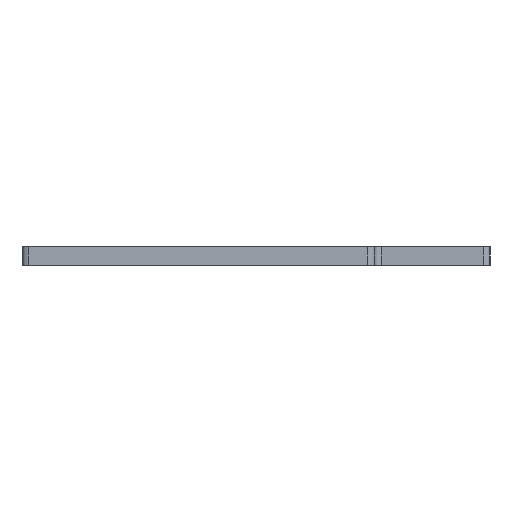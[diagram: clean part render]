
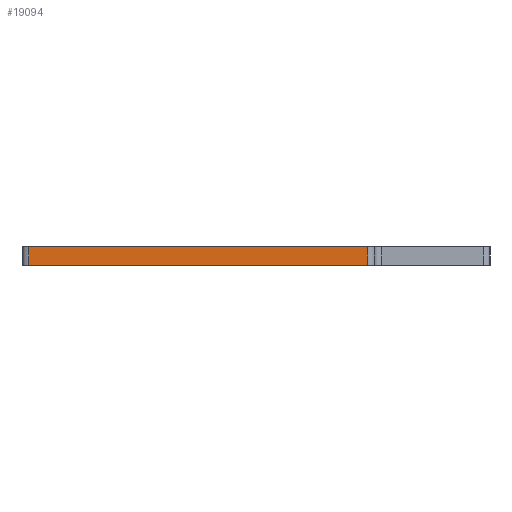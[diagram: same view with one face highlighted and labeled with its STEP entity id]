
A CAD part, left-side view. The second image highlights one B-rep face of the part: STEP entity #19094.
In plain terms, the highlighted planar face has unit normal (-1, 0, 0).
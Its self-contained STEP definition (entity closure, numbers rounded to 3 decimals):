
#1557=CARTESIAN_POINT('',(-114.3,-18.233,11.));
#1558=VERTEX_POINT('',#1557);
#1566=CARTESIAN_POINT('',(-114.3,36.975,11.));
#1567=VERTEX_POINT('',#1566);
#1568=CARTESIAN_POINT('',(-114.3,-18.233,11.));
#1569=DIRECTION('',(0.,1.,0.));
#1570=VECTOR('',#1569,55.208);
#1571=LINE('',#1568,#1570);
#1572=EDGE_CURVE('',#1558,#1567,#1571,.T.);
#4662=CARTESIAN_POINT('',(-114.3,36.975,14.));
#4663=VERTEX_POINT('',#4662);
#4671=CARTESIAN_POINT('',(-114.3,-18.233,14.));
#4672=VERTEX_POINT('',#4671);
#4673=CARTESIAN_POINT('',(-114.3,-18.233,14.));
#4674=DIRECTION('',(0.,1.,0.));
#4675=VECTOR('',#4674,55.208);
#4676=LINE('',#4673,#4675);
#4677=EDGE_CURVE('',#4672,#4663,#4676,.T.);
#19073=CARTESIAN_POINT('',(-114.3,9.371,14.));
#19074=DIRECTION('',(-1.,0.,0.));
#19075=DIRECTION('',(0.,0.,1.));
#19076=AXIS2_PLACEMENT_3D('',#19073,#19074,#19075);
#19077=PLANE('',#19076);
#19078=ORIENTED_EDGE('',*,*,#4677,.T.);
#19079=CARTESIAN_POINT('',(-114.3,36.975,14.));
#19080=DIRECTION('',(-0.,0.,-1.));
#19081=VECTOR('',#19080,3.);
#19082=LINE('',#19079,#19081);
#19083=EDGE_CURVE('',#4663,#1567,#19082,.T.);
#19084=ORIENTED_EDGE('',*,*,#19083,.T.);
#19085=ORIENTED_EDGE('',*,*,#1572,.F.);
#19086=CARTESIAN_POINT('',(-114.3,-18.233,11.));
#19087=DIRECTION('',(0.,-0.,1.));
#19088=VECTOR('',#19087,3.);
#19089=LINE('',#19086,#19088);
#19090=EDGE_CURVE('',#1558,#4672,#19089,.T.);
#19091=ORIENTED_EDGE('',*,*,#19090,.T.);
#19092=EDGE_LOOP('',(#19078,#19084,#19085,#19091));
#19093=FACE_BOUND('',#19092,.T.);
#19094=ADVANCED_FACE('',(#19093),#19077,.T.);
